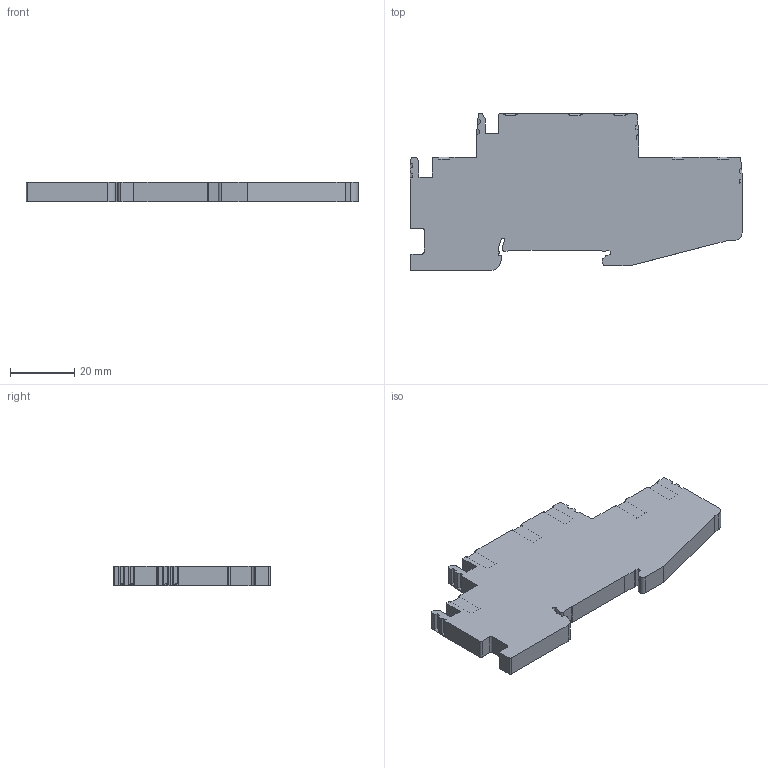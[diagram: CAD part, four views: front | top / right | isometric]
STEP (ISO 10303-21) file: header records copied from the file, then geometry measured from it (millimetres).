
FILE_DESCRIPTION((''),'2;1');
FILE_NAME('PRKD4-3A_ISO_GEN','2021-10-18T',('Christian Carl'),(''),'CREO PARAMETRIC BY PTC INC, 2016380','CREO PARAMETRIC BY PTC INC, 2016380','');
FILE_SCHEMA(('CONFIG_CONTROL_DESIGN'));
Length unit declared in the file: millimetre
Products named in the file (1): PRKD4-3A_ISO_GEN
Bounding box: 103.4 x 48.8 x 6.1 mm (x, y, z)
Volume: 19685.9 mm3; surface area: 12655.4 mm2
Topology: 1 solids, 1 shells, 388 faces, 1056 edges, 684 vertices
Faces by surface type: plane 283, cylinder 81, cone 24
Entity records: 15429 total; most frequent: CARTESIAN_POINT 2247, ORIENTED_EDGE 2112, DIRECTION 1998, PRESENTATION_STYLE_ASSIGNMENT 1057, STYLED_ITEM 1057, CURVE_STYLE 1056, EDGE_CURVE 1056, VECTOR 854
